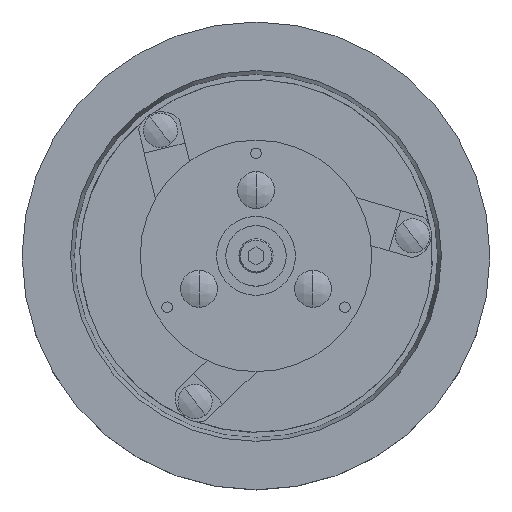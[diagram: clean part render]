
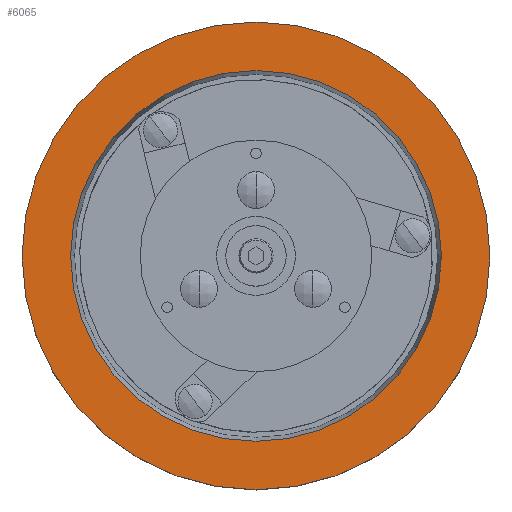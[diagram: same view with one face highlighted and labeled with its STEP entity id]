
A CAD part, top view. The second image highlights one B-rep face of the part: STEP entity #6065.
In plain terms, the highlighted planar face has unit normal (0, 0, 1).
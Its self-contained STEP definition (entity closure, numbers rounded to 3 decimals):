
#406 = VERTEX_POINT ( 'NONE', #11385 ) ;
#712 = DIRECTION ( 'NONE',  ( 0., 0., 1. ) ) ;
#789 = CIRCLE ( 'NONE', #5312, 88.9 ) ;
#1410 = CARTESIAN_POINT ( 'NONE',  ( 0., 0., 32.4 ) ) ;
#1970 = VERTEX_POINT ( 'NONE', #14892 ) ;
#2704 = DIRECTION ( 'NONE',  ( 1., 0., 0. ) ) ;
#2997 = ORIENTED_EDGE ( 'NONE', *, *, #13003, .T. ) ;
#3077 = CIRCLE ( 'NONE', #14064, 88.9 ) ;
#3532 = CARTESIAN_POINT ( 'NONE',  ( 0., 0., 32.4 ) ) ;
#4261 = EDGE_CURVE ( 'NONE', #1970, #9281, #3077, .T. ) ;
#4779 = DIRECTION ( 'NONE',  ( 1., 0., 0. ) ) ;
#5147 = EDGE_LOOP ( 'NONE', ( #16045, #2997 ) ) ;
#5312 = AXIS2_PLACEMENT_3D ( 'NONE', #6616, #15415, #7870 ) ;
#5607 = DIRECTION ( 'NONE',  ( 0., 0., -1. ) ) ;
#6065 = ADVANCED_FACE ( 'NONE', ( #15385, #12395 ), #15780, .T. ) ;
#6230 = AXIS2_PLACEMENT_3D ( 'NONE', #9418, #712, #9473 ) ;
#6616 = CARTESIAN_POINT ( 'NONE',  ( 0., 0., 32.4 ) ) ;
#7870 = DIRECTION ( 'NONE',  ( 1., 0., 0. ) ) ;
#8233 = EDGE_LOOP ( 'NONE', ( #14332, #10021 ) ) ;
#9227 = CIRCLE ( 'NONE', #12429, 70.447 ) ;
#9234 = CARTESIAN_POINT ( 'NONE',  ( 88.9, 0., 32.4 ) ) ;
#9281 = VERTEX_POINT ( 'NONE', #9234 ) ;
#9290 = EDGE_CURVE ( 'NONE', #406, #15112, #9227, .T. ) ;
#9418 = CARTESIAN_POINT ( 'NONE',  ( 0., 0., 32.4 ) ) ;
#9473 = DIRECTION ( 'NONE',  ( -1., 0., 0. ) ) ;
#10021 = ORIENTED_EDGE ( 'NONE', *, *, #4261, .F. ) ;
#10058 = EDGE_CURVE ( 'NONE', #9281, #1970, #789, .T. ) ;
#10165 = DIRECTION ( 'NONE',  ( 0., 0., -1. ) ) ;
#11385 = CARTESIAN_POINT ( 'NONE',  ( -70.447, 0., 32.4 ) ) ;
#12260 = DIRECTION ( 'NONE',  ( 0., 0., -1. ) ) ;
#12395 = FACE_OUTER_BOUND ( 'NONE', #8233, .T. ) ;
#12429 = AXIS2_PLACEMENT_3D ( 'NONE', #13093, #5607, #14382 ) ;
#13003 = EDGE_CURVE ( 'NONE', #15112, #406, #15160, .T. ) ;
#13093 = CARTESIAN_POINT ( 'NONE',  ( 0., 0., 32.4 ) ) ;
#14064 = AXIS2_PLACEMENT_3D ( 'NONE', #3532, #12260, #4779 ) ;
#14332 = ORIENTED_EDGE ( 'NONE', *, *, #10058, .F. ) ;
#14382 = DIRECTION ( 'NONE',  ( 1., 0., 0. ) ) ;
#14892 = CARTESIAN_POINT ( 'NONE',  ( -88.9, 0., 32.4 ) ) ;
#14921 = CARTESIAN_POINT ( 'NONE',  ( 70.447, 0., 32.4 ) ) ;
#15112 = VERTEX_POINT ( 'NONE', #14921 ) ;
#15160 = CIRCLE ( 'NONE', #15472, 70.447 ) ;
#15385 = FACE_BOUND ( 'NONE', #5147, .T. ) ;
#15415 = DIRECTION ( 'NONE',  ( 0., 0., -1. ) ) ;
#15472 = AXIS2_PLACEMENT_3D ( 'NONE', #1410, #10165, #2704 ) ;
#15780 = PLANE ( 'NONE',  #6230 ) ;
#16045 = ORIENTED_EDGE ( 'NONE', *, *, #9290, .T. ) ;
